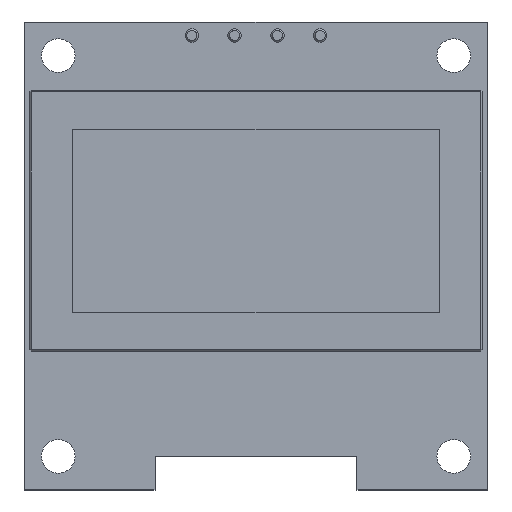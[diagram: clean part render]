
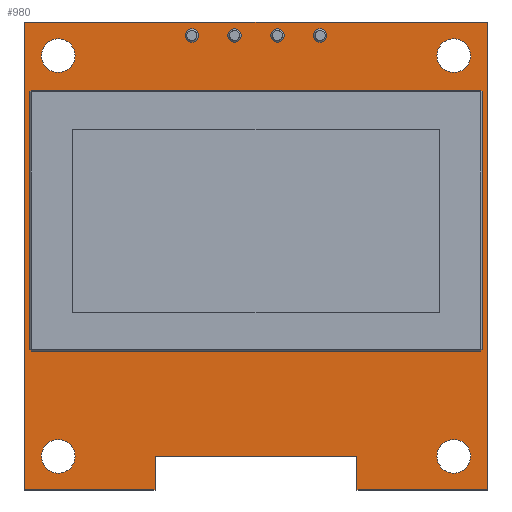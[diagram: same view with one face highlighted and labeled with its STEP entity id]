
A CAD part, top view. The second image highlights one B-rep face of the part: STEP entity #980.
In plain terms, the highlighted planar face has unit normal (0, 0, 1).
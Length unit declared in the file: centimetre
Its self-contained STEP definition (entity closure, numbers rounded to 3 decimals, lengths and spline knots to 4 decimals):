
#24=CIRCLE('',#1039,0.04);
#26=CIRCLE('',#1042,0.04);
#28=CIRCLE('',#1045,0.04);
#30=CIRCLE('',#1048,0.04);
#33=CIRCLE('',#1052,0.1);
#35=CIRCLE('',#1055,0.1);
#37=CIRCLE('',#1058,0.1);
#39=CIRCLE('',#1061,0.1);
#78=FACE_BOUND('',#241,.T.);
#79=FACE_BOUND('',#242,.T.);
#80=FACE_BOUND('',#243,.T.);
#81=FACE_BOUND('',#244,.T.);
#82=FACE_BOUND('',#245,.T.);
#83=FACE_BOUND('',#246,.T.);
#84=FACE_BOUND('',#247,.T.);
#85=FACE_BOUND('',#248,.T.);
#164=FACE_OUTER_BOUND('',#240,.T.);
#240=EDGE_LOOP('',(#826,#827,#828,#829,#830,#831,#832,#833));
#241=EDGE_LOOP('',(#834));
#242=EDGE_LOOP('',(#835));
#243=EDGE_LOOP('',(#836));
#244=EDGE_LOOP('',(#837));
#245=EDGE_LOOP('',(#838));
#246=EDGE_LOOP('',(#839));
#247=EDGE_LOOP('',(#840));
#248=EDGE_LOOP('',(#841));
#350=LINE('',#1558,#434);
#354=LINE('',#1566,#438);
#357=LINE('',#1572,#441);
#360=LINE('',#1578,#444);
#363=LINE('',#1584,#447);
#366=LINE('',#1590,#450);
#369=LINE('',#1596,#453);
#372=LINE('',#1601,#456);
#434=VECTOR('',#1276,1.);
#438=VECTOR('',#1282,1.);
#441=VECTOR('',#1287,1.);
#444=VECTOR('',#1292,1.);
#447=VECTOR('',#1297,1.);
#450=VECTOR('',#1302,1.);
#453=VECTOR('',#1307,1.);
#456=VECTOR('',#1312,1.);
#494=VERTEX_POINT('',#1516);
#496=VERTEX_POINT('',#1521);
#498=VERTEX_POINT('',#1526);
#500=VERTEX_POINT('',#1531);
#503=VERTEX_POINT('',#1538);
#505=VERTEX_POINT('',#1543);
#507=VERTEX_POINT('',#1548);
#509=VERTEX_POINT('',#1553);
#510=VERTEX_POINT('',#1556);
#511=VERTEX_POINT('',#1557);
#514=VERTEX_POINT('',#1565);
#516=VERTEX_POINT('',#1571);
#518=VERTEX_POINT('',#1577);
#520=VERTEX_POINT('',#1583);
#522=VERTEX_POINT('',#1589);
#524=VERTEX_POINT('',#1595);
#602=EDGE_CURVE('',#494,#494,#24,.T.);
#604=EDGE_CURVE('',#496,#496,#26,.T.);
#606=EDGE_CURVE('',#498,#498,#28,.T.);
#608=EDGE_CURVE('',#500,#500,#30,.T.);
#611=EDGE_CURVE('',#503,#503,#33,.T.);
#613=EDGE_CURVE('',#505,#505,#35,.T.);
#615=EDGE_CURVE('',#507,#507,#37,.T.);
#617=EDGE_CURVE('',#509,#509,#39,.T.);
#618=EDGE_CURVE('',#510,#511,#350,.T.);
#622=EDGE_CURVE('',#514,#511,#354,.T.);
#625=EDGE_CURVE('',#516,#514,#357,.T.);
#628=EDGE_CURVE('',#518,#516,#360,.T.);
#631=EDGE_CURVE('',#520,#518,#363,.T.);
#634=EDGE_CURVE('',#522,#520,#366,.T.);
#637=EDGE_CURVE('',#522,#524,#369,.T.);
#640=EDGE_CURVE('',#524,#510,#372,.T.);
#826=ORIENTED_EDGE('',*,*,#640,.T.);
#827=ORIENTED_EDGE('',*,*,#618,.T.);
#828=ORIENTED_EDGE('',*,*,#622,.F.);
#829=ORIENTED_EDGE('',*,*,#625,.F.);
#830=ORIENTED_EDGE('',*,*,#628,.F.);
#831=ORIENTED_EDGE('',*,*,#631,.F.);
#832=ORIENTED_EDGE('',*,*,#634,.F.);
#833=ORIENTED_EDGE('',*,*,#637,.T.);
#834=ORIENTED_EDGE('',*,*,#602,.T.);
#835=ORIENTED_EDGE('',*,*,#604,.T.);
#836=ORIENTED_EDGE('',*,*,#606,.T.);
#837=ORIENTED_EDGE('',*,*,#608,.T.);
#838=ORIENTED_EDGE('',*,*,#617,.T.);
#839=ORIENTED_EDGE('',*,*,#615,.T.);
#840=ORIENTED_EDGE('',*,*,#613,.T.);
#841=ORIENTED_EDGE('',*,*,#611,.T.);
#926=PLANE('',#1070);
#980=ADVANCED_FACE('',(#164,#78,#79,#80,#81,#82,#83,#84,#85),#926,.T.);
#1039=AXIS2_PLACEMENT_3D('',#1517,#1228,#1229);
#1042=AXIS2_PLACEMENT_3D('',#1522,#1234,#1235);
#1045=AXIS2_PLACEMENT_3D('',#1527,#1240,#1241);
#1048=AXIS2_PLACEMENT_3D('',#1532,#1246,#1247);
#1052=AXIS2_PLACEMENT_3D('',#1539,#1254,#1255);
#1055=AXIS2_PLACEMENT_3D('',#1544,#1260,#1261);
#1058=AXIS2_PLACEMENT_3D('',#1549,#1266,#1267);
#1061=AXIS2_PLACEMENT_3D('',#1554,#1272,#1273);
#1070=AXIS2_PLACEMENT_3D('',#1603,#1314,#1315);
#1228=DIRECTION('center_axis',(0.,0.,-1.));
#1229=DIRECTION('ref_axis',(1.,0.,0.));
#1234=DIRECTION('center_axis',(0.,0.,-1.));
#1235=DIRECTION('ref_axis',(1.,0.,0.));
#1240=DIRECTION('center_axis',(0.,0.,-1.));
#1241=DIRECTION('ref_axis',(1.,0.,0.));
#1246=DIRECTION('center_axis',(0.,0.,-1.));
#1247=DIRECTION('ref_axis',(1.,0.,0.));
#1254=DIRECTION('center_axis',(0.,0.,-1.));
#1255=DIRECTION('ref_axis',(1.,0.,0.));
#1260=DIRECTION('center_axis',(0.,0.,-1.));
#1261=DIRECTION('ref_axis',(1.,0.,0.));
#1266=DIRECTION('center_axis',(0.,0.,-1.));
#1267=DIRECTION('ref_axis',(1.,0.,0.));
#1272=DIRECTION('center_axis',(0.,0.,-1.));
#1273=DIRECTION('ref_axis',(1.,0.,0.));
#1276=DIRECTION('',(0.,-1.,0.));
#1282=DIRECTION('',(-1.,0.,0.));
#1287=DIRECTION('',(0.,-1.,0.));
#1292=DIRECTION('',(1.,0.,0.));
#1297=DIRECTION('',(0.,1.,0.));
#1302=DIRECTION('',(-1.,0.,0.));
#1307=DIRECTION('',(0.,1.,0.));
#1312=DIRECTION('',(1.,0.,0.));
#1314=DIRECTION('center_axis',(0.,0.,1.));
#1315=DIRECTION('ref_axis',(1.,0.,0.));
#1516=CARTESIAN_POINT('',(0.167,1.1,0.));
#1517=CARTESIAN_POINT('Origin',(0.127,1.1,0.));
#1521=CARTESIAN_POINT('',(-0.341,1.1,0.));
#1522=CARTESIAN_POINT('Origin',(-0.381,1.1,0.));
#1526=CARTESIAN_POINT('',(-0.087,1.1,0.));
#1527=CARTESIAN_POINT('Origin',(-0.127,1.1,0.));
#1531=CARTESIAN_POINT('',(0.421,1.1,0.));
#1532=CARTESIAN_POINT('Origin',(0.381,1.1,0.));
#1538=CARTESIAN_POINT('',(-1.275,-1.3998,0.));
#1539=CARTESIAN_POINT('Origin',(-1.175,-1.3998,0.));
#1543=CARTESIAN_POINT('',(1.075,0.9802,0.));
#1544=CARTESIAN_POINT('Origin',(1.175,0.9802,0.));
#1548=CARTESIAN_POINT('',(-1.275,0.9802,0.));
#1549=CARTESIAN_POINT('Origin',(-1.175,0.9802,0.));
#1553=CARTESIAN_POINT('',(1.075,-1.3998,0.));
#1554=CARTESIAN_POINT('Origin',(1.175,-1.3998,0.));
#1556=CARTESIAN_POINT('',(0.6,-1.3996,0.));
#1557=CARTESIAN_POINT('',(0.6,-1.5998,0.));
#1558=CARTESIAN_POINT('',(0.6,-1.3996,0.));
#1565=CARTESIAN_POINT('',(1.375,-1.5998,0.));
#1566=CARTESIAN_POINT('',(1.375,-1.5998,0.));
#1571=CARTESIAN_POINT('',(1.375,1.1802,0.));
#1572=CARTESIAN_POINT('',(1.375,1.1802,0.));
#1577=CARTESIAN_POINT('',(-1.375,1.1802,0.));
#1578=CARTESIAN_POINT('',(-1.375,1.1802,0.));
#1583=CARTESIAN_POINT('',(-1.375,-1.5998,0.));
#1584=CARTESIAN_POINT('',(-1.375,-1.5998,0.));
#1589=CARTESIAN_POINT('',(-0.6,-1.5998,0.));
#1590=CARTESIAN_POINT('',(-0.6,-1.5998,0.));
#1595=CARTESIAN_POINT('',(-0.6,-1.3996,0.));
#1596=CARTESIAN_POINT('',(-0.6,-1.5998,0.));
#1601=CARTESIAN_POINT('',(-0.6,-1.3996,0.));
#1603=CARTESIAN_POINT('Origin',(0.,-0.2098,0.));
